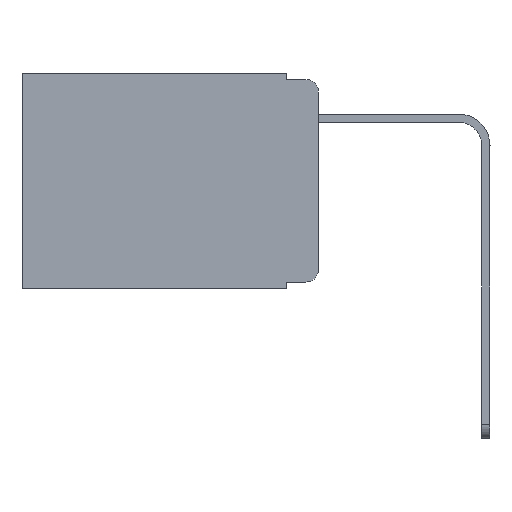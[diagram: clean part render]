
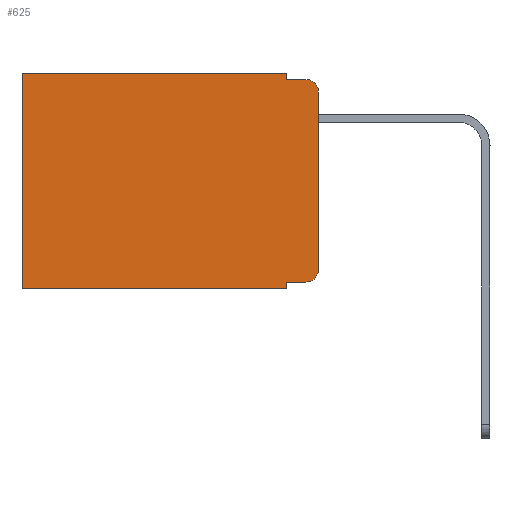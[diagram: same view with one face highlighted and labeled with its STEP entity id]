
A CAD part, left-side view. The second image highlights one B-rep face of the part: STEP entity #625.
In plain terms, the highlighted planar face has unit normal (-1, 0, 0).
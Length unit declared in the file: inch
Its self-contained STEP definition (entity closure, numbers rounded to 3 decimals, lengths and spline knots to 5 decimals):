
#399 = ORIENTED_EDGE ( 'NONE', *, *, #13781, .T. ) ;
#475 = CARTESIAN_POINT ( 'NONE',  ( 0.298, 0.051, -0.343 ) ) ;
#534 = DIRECTION ( 'NONE',  ( 0., 0., -1. ) ) ;
#625 = ADVANCED_FACE ( 'NONE', ( #15661 ), #4988, .F. ) ;
#865 = AXIS2_PLACEMENT_3D ( 'NONE', #13476, #15930, #8519 ) ;
#982 = DIRECTION ( 'NONE',  ( 0., -1., 0. ) ) ;
#1143 = VERTEX_POINT ( 'NONE', #4040 ) ;
#1259 = CARTESIAN_POINT ( 'NONE',  ( 0.298, 0.473, -0.343 ) ) ;
#1324 = EDGE_CURVE ( 'NONE', #9711, #12081, #9184, .T. ) ;
#1366 = LINE ( 'NONE', #3667, #15528 ) ;
#1580 = VECTOR ( 'NONE', #14669, 39.37008 ) ;
#1596 = DIRECTION ( 'NONE',  ( -1., 0., 0. ) ) ;
#1656 = LINE ( 'NONE', #5897, #5528 ) ;
#2088 = EDGE_CURVE ( 'NONE', #10540, #9524, #4491, .T. ) ;
#2152 = LINE ( 'NONE', #9425, #1580 ) ;
#2221 = DIRECTION ( 'NONE',  ( 0., 1., 0. ) ) ;
#2387 = ORIENTED_EDGE ( 'NONE', *, *, #1324, .T. ) ;
#2433 = CARTESIAN_POINT ( 'NONE',  ( 0.298, 0., -0.343 ) ) ;
#2662 = EDGE_CURVE ( 'NONE', #1143, #9524, #2152, .T. ) ;
#2671 = ORIENTED_EDGE ( 'NONE', *, *, #13614, .T. ) ;
#2833 = CARTESIAN_POINT ( 'NONE',  ( 0.298, 0.051, -0.01 ) ) ;
#2849 = ORIENTED_EDGE ( 'NONE', *, *, #2088, .F. ) ;
#2961 = AXIS2_PLACEMENT_3D ( 'NONE', #12398, #6210, #7446 ) ;
#2976 = CARTESIAN_POINT ( 'NONE',  ( 0.298, 0.051, -0.01 ) ) ;
#3023 = VECTOR ( 'NONE', #534, 39.37008 ) ;
#3084 = EDGE_CURVE ( 'NONE', #12484, #12081, #10888, .T. ) ;
#3189 = EDGE_LOOP ( 'NONE', ( #12700, #2671, #7526, #10969, #3412, #7990, #2849, #4710, #399, #2387 ) ) ;
#3412 = ORIENTED_EDGE ( 'NONE', *, *, #3518, .T. ) ;
#3518 = EDGE_CURVE ( 'NONE', #6234, #1143, #1366, .T. ) ;
#3667 = CARTESIAN_POINT ( 'NONE',  ( 0.298, 0., 0. ) ) ;
#4040 = CARTESIAN_POINT ( 'NONE',  ( 0.298, 0.473, 0. ) ) ;
#4127 = DIRECTION ( 'NONE',  ( 0., 0., -1. ) ) ;
#4283 = CARTESIAN_POINT ( 'NONE',  ( 0.298, 0., 0. ) ) ;
#4491 = LINE ( 'NONE', #2433, #9751 ) ;
#4710 = ORIENTED_EDGE ( 'NONE', *, *, #9081, .F. ) ;
#4988 = PLANE ( 'NONE',  #2961 ) ;
#5374 = CARTESIAN_POINT ( 'NONE',  ( 0.298, 0.051, 0. ) ) ;
#5528 = VECTOR ( 'NONE', #982, 39.37008 ) ;
#5679 = AXIS2_PLACEMENT_3D ( 'NONE', #15083, #1596, #8792 ) ;
#5897 = CARTESIAN_POINT ( 'NONE',  ( 0.298, 0.051, -0.333 ) ) ;
#5910 = LINE ( 'NONE', #5374, #13104 ) ;
#6129 = DIRECTION ( 'NONE',  ( 0., 1., 0. ) ) ;
#6131 = CARTESIAN_POINT ( 'NONE',  ( 0.298, 0., -0.03 ) ) ;
#6210 = DIRECTION ( 'NONE',  ( 1., 0., 0. ) ) ;
#6234 = VERTEX_POINT ( 'NONE', #11987 ) ;
#6240 = VECTOR ( 'NONE', #7815, 39.37008 ) ;
#6252 = VERTEX_POINT ( 'NONE', #10631 ) ;
#7018 = LINE ( 'NONE', #2976, #11491 ) ;
#7298 = CIRCLE ( 'NONE', #865, 0.02 ) ;
#7446 = DIRECTION ( 'NONE',  ( 0., 0., -1. ) ) ;
#7526 = ORIENTED_EDGE ( 'NONE', *, *, #10806, .F. ) ;
#7815 = DIRECTION ( 'NONE',  ( 0., 0., -1. ) ) ;
#7990 = ORIENTED_EDGE ( 'NONE', *, *, #2662, .T. ) ;
#8043 = VERTEX_POINT ( 'NONE', #13946 ) ;
#8519 = DIRECTION ( 'NONE',  ( 0., 0., -1. ) ) ;
#8792 = DIRECTION ( 'NONE',  ( 0., 0., -1. ) ) ;
#9081 = EDGE_CURVE ( 'NONE', #6252, #10540, #11164, .T. ) ;
#9184 = CIRCLE ( 'NONE', #5679, 0.02 ) ;
#9425 = CARTESIAN_POINT ( 'NONE',  ( 0.298, 0.473, 0. ) ) ;
#9524 = VERTEX_POINT ( 'NONE', #1259 ) ;
#9711 = VERTEX_POINT ( 'NONE', #13991 ) ;
#9751 = VECTOR ( 'NONE', #2221, 39.37008 ) ;
#10211 = CARTESIAN_POINT ( 'NONE',  ( 0.298, 0.051, 0. ) ) ;
#10540 = VERTEX_POINT ( 'NONE', #475 ) ;
#10631 = CARTESIAN_POINT ( 'NONE',  ( 0.298, 0.051, -0.333 ) ) ;
#10806 = EDGE_CURVE ( 'NONE', #14032, #8043, #7018, .T. ) ;
#10888 = LINE ( 'NONE', #4283, #6240 ) ;
#10969 = ORIENTED_EDGE ( 'NONE', *, *, #14070, .F. ) ;
#11164 = LINE ( 'NONE', #10211, #3023 ) ;
#11491 = VECTOR ( 'NONE', #15180, 39.37008 ) ;
#11987 = CARTESIAN_POINT ( 'NONE',  ( 0.298, 0.051, 0. ) ) ;
#12081 = VERTEX_POINT ( 'NONE', #14189 ) ;
#12398 = CARTESIAN_POINT ( 'NONE',  ( 0.298, 0., 0. ) ) ;
#12484 = VERTEX_POINT ( 'NONE', #6131 ) ;
#12700 = ORIENTED_EDGE ( 'NONE', *, *, #3084, .F. ) ;
#13104 = VECTOR ( 'NONE', #4127, 39.37008 ) ;
#13476 = CARTESIAN_POINT ( 'NONE',  ( 0.298, 0.02, -0.03 ) ) ;
#13614 = EDGE_CURVE ( 'NONE', #12484, #8043, #7298, .T. ) ;
#13781 = EDGE_CURVE ( 'NONE', #6252, #9711, #1656, .T. ) ;
#13946 = CARTESIAN_POINT ( 'NONE',  ( 0.298, 0.02, -0.01 ) ) ;
#13991 = CARTESIAN_POINT ( 'NONE',  ( 0.298, 0.02, -0.333 ) ) ;
#14032 = VERTEX_POINT ( 'NONE', #2833 ) ;
#14070 = EDGE_CURVE ( 'NONE', #6234, #14032, #5910, .T. ) ;
#14189 = CARTESIAN_POINT ( 'NONE',  ( 0.298, 0., -0.313 ) ) ;
#14669 = DIRECTION ( 'NONE',  ( 0., 0., -1. ) ) ;
#15083 = CARTESIAN_POINT ( 'NONE',  ( 0.298, 0.02, -0.313 ) ) ;
#15180 = DIRECTION ( 'NONE',  ( 0., -1., 0. ) ) ;
#15528 = VECTOR ( 'NONE', #6129, 39.37008 ) ;
#15661 = FACE_OUTER_BOUND ( 'NONE', #3189, .T. ) ;
#15930 = DIRECTION ( 'NONE',  ( -1., 0., 0. ) ) ;
